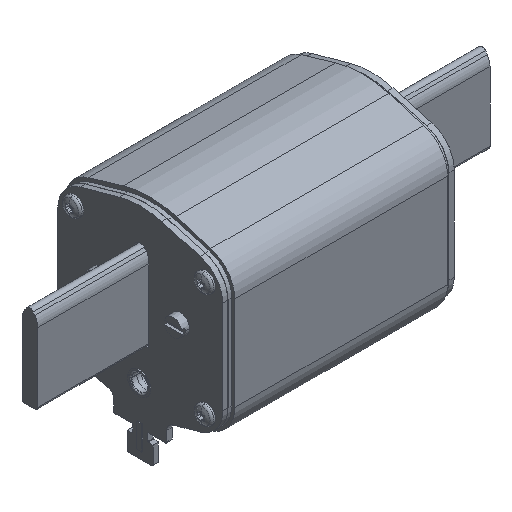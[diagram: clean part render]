
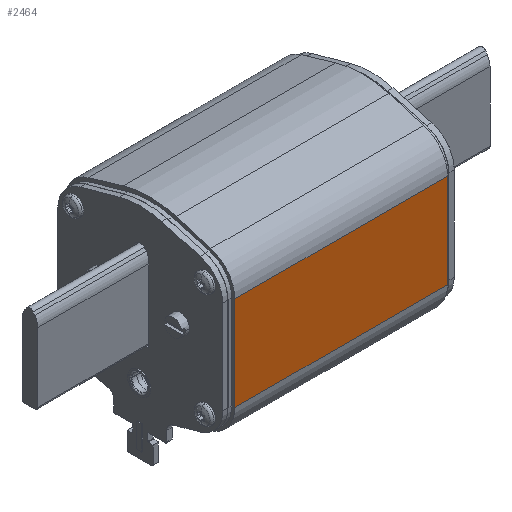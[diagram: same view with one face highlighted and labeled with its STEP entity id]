
A CAD part, isometric view. The second image highlights one B-rep face of the part: STEP entity #2464.
In plain terms, the highlighted planar face has unit normal (0, -1, 0).
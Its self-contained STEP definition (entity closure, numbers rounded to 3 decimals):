
#225=DIRECTION('',(1.,0.,0.));
#226=VECTOR('',#225,80.);
#227=CARTESIAN_POINT('',(-40.,-32.,-17.676));
#228=LINE('',#227,#226);
#239=DIRECTION('',(0.,0.,1.));
#240=VECTOR('',#239,35.351);
#241=CARTESIAN_POINT('',(-40.,-32.,-17.676));
#242=LINE('',#241,#240);
#253=DIRECTION('',(-1.,0.,0.));
#254=VECTOR('',#253,80.);
#255=CARTESIAN_POINT('',(40.,-32.,17.676));
#256=LINE('',#255,#254);
#1297=DIRECTION('',(0.,0.,1.));
#1298=VECTOR('',#1297,35.351);
#1299=CARTESIAN_POINT('',(40.,-32.,-17.676));
#1300=LINE('',#1299,#1298);
#2187=CARTESIAN_POINT('',(-40.,-32.,-17.676));
#2189=VERTEX_POINT('',#2187);
#2209=CARTESIAN_POINT('',(-40.,-32.,17.676));
#2210=VERTEX_POINT('',#2209);
#2215=CARTESIAN_POINT('',(40.,-32.,-17.676));
#2216=VERTEX_POINT('',#2215);
#2219=CARTESIAN_POINT('',(40.,-32.,17.676));
#2220=VERTEX_POINT('',#2219);
#2451=CARTESIAN_POINT('',(-40.,-32.,17.676));
#2452=DIRECTION('',(0.,-1.,0.));
#2453=DIRECTION('',(0.,0.,-1.));
#2454=AXIS2_PLACEMENT_3D('',#2451,#2452,#2453);
#2455=PLANE('',#2454);
#2456=ORIENTED_EDGE('',*,*,#2425,.T.);
#2458=ORIENTED_EDGE('',*,*,#2457,.F.);
#2460=ORIENTED_EDGE('',*,*,#2459,.F.);
#2461=ORIENTED_EDGE('',*,*,#2442,.F.);
#2462=EDGE_LOOP('',(#2456,#2458,#2460,#2461));
#2463=FACE_OUTER_BOUND('',#2462,.F.);
#2425=EDGE_CURVE('',#2189,#2210,#242,.T.);
#2442=EDGE_CURVE('',#2189,#2216,#228,.T.);
#2457=EDGE_CURVE('',#2220,#2210,#256,.T.);
#2459=EDGE_CURVE('',#2216,#2220,#1300,.T.);
#2464=ADVANCED_FACE('',(#2463),#2455,.T.);
